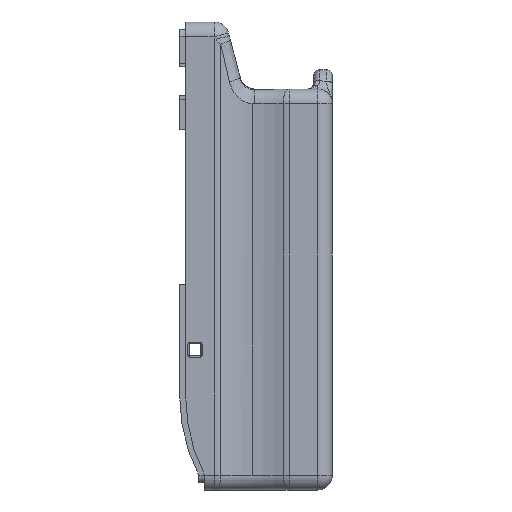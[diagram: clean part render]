
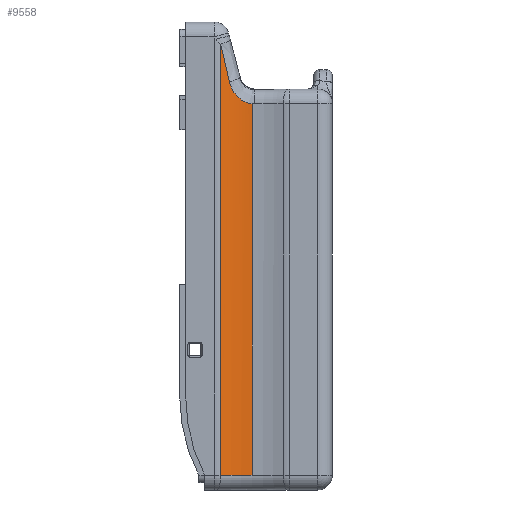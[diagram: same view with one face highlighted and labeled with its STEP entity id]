
A CAD part, left-side view. The second image highlights one B-rep face of the part: STEP entity #9558.
In plain terms, the highlighted cylindrical face has radius 16.591 mm (diameter 33.183 mm), a partial arc.
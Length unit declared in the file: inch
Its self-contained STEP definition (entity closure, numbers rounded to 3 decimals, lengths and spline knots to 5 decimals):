
#245 = DIRECTION ( 'NONE',  ( 1., 0., 0. ) ) ;
#818 = AXIS2_PLACEMENT_3D ( 'NONE', #20829, #7221, #16327 ) ;
#1534 =( BOUNDED_CURVE ( )  B_SPLINE_CURVE ( 3, ( #2341, #9361, #16218, #23432 ),
 .UNSPECIFIED., .F., .F. ) 
 B_SPLINE_CURVE_WITH_KNOTS ( ( 4, 4 ),
 ( 4.94734, 5.03944 ),
 .UNSPECIFIED. ) 
 CURVE ( )  GEOMETRIC_REPRESENTATION_ITEM ( )  RATIONAL_B_SPLINE_CURVE ( ( 1., 0.999, 0.999, 1. ) ) 
 REPRESENTATION_ITEM ( '' )  );
#1599 = CARTESIAN_POINT ( 'NONE',  ( -0.81098, -0.24312, 2.47484 ) ) ;
#1749 = CARTESIAN_POINT ( 'NONE',  ( -0.82167, -0.15693, 2.5453 ) ) ;
#2341 = CARTESIAN_POINT ( 'NONE',  ( -0.82795, -0.12794, 2.61476 ) ) ;
#2606 = EDGE_CURVE ( 'NONE', #24336, #9303, #28818, .T. ) ;
#2871 = EDGE_CURVE ( 'NONE', #24279, #13508, #1534, .T. ) ;
#4133 = CARTESIAN_POINT ( 'NONE',  ( -0.8166, -0.18712, 2.50942 ) ) ;
#5064 = AXIS2_PLACEMENT_3D ( 'NONE', #22681, #16232, #245 ) ;
#5642 = CARTESIAN_POINT ( 'NONE',  ( -0.81, -0.28, -0.126 ) ) ;
#6232 = CARTESIAN_POINT ( 'NONE',  ( -0.81295, -0.21743, 2.48693 ) ) ;
#7221 = DIRECTION ( 'NONE',  ( 0., 0., -1. ) ) ;
#7670 = CARTESIAN_POINT ( 'NONE',  ( -0.84462, -0.07016, -0.126 ) ) ;
#8893 = CARTESIAN_POINT ( 'NONE',  ( -0.84462, -0.07016, -0.026 ) ) ;
#9221 = FACE_OUTER_BOUND ( 'NONE', #9649, .T. ) ;
#9303 = VERTEX_POINT ( 'NONE', #25567 ) ;
#9361 = CARTESIAN_POINT ( 'NONE',  ( -0.83262, -0.10843, 2.7001 ) ) ;
#9472 = ORIENTED_EDGE ( 'NONE', *, *, #11611, .F. ) ;
#9558 = ADVANCED_FACE ( 'NONE', ( #9221 ), #22391, .F. ) ;
#9649 = EDGE_LOOP ( 'NONE', ( #20453, #21409, #15395, #17141, #9472 ) ) ;
#10318 = CARTESIAN_POINT ( 'NONE',  ( -0.84462, -0.07016, 2.86749 ) ) ;
#10871 = CARTESIAN_POINT ( 'NONE',  ( -0.81, -0.27059, 2.46755 ) ) ;
#11012 = CARTESIAN_POINT ( 'NONE',  ( -0.82541, -0.13867, 2.57849 ) ) ;
#11154 = VECTOR ( 'NONE', #19558, 39.37008 ) ;
#11611 = EDGE_CURVE ( 'NONE', #15737, #13508, #25925, .T. ) ;
#12153 = DIRECTION ( 'NONE',  ( 0., 0., 1. ) ) ;
#12533 = CARTESIAN_POINT ( 'NONE',  ( -0.82795, -0.12794, 2.61476 ) ) ;
#13084 = CARTESIAN_POINT ( 'NONE',  ( -0.8156, -0.19432, 2.5031 ) ) ;
#13226 = CARTESIAN_POINT ( 'NONE',  ( -0.81966, -0.16794, 2.53006 ) ) ;
#13508 = VERTEX_POINT ( 'NONE', #10318 ) ;
#13979 = EDGE_CURVE ( 'NONE', #9303, #24279, #17413, .T. ) ;
#15395 = ORIENTED_EDGE ( 'NONE', *, *, #13979, .T. ) ;
#15737 = VERTEX_POINT ( 'NONE', #8893 ) ;
#16218 = CARTESIAN_POINT ( 'NONE',  ( -0.83818, -0.08915, 2.7844 ) ) ;
#16232 = DIRECTION ( 'NONE',  ( 0., 0., 1. ) ) ;
#16327 = DIRECTION ( 'NONE',  ( 0., 1., 0. ) ) ;
#17141 = ORIENTED_EDGE ( 'NONE', *, *, #2871, .T. ) ;
#17413 = B_SPLINE_CURVE_WITH_KNOTS ( 'NONE', 3,
 ( #24621, #10871, #24771, #1599, #20279, #6232, #18026, #13084, #4133, #22231, #13226, #1749, #26863, #11012, #20144, #17879 ),
 .UNSPECIFIED., .F., .F.,
 ( 4, 2, 2, 2, 2, 2, 2, 4 ),
 ( 0.0004, 0.00111, 0.00183, 0.00255, 0.00327, 0.00399, 0.00471, 0.00615 ),
 .UNSPECIFIED. ) ;
#17879 = CARTESIAN_POINT ( 'NONE',  ( -0.82795, -0.12794, 2.61476 ) ) ;
#18026 = CARTESIAN_POINT ( 'NONE',  ( -0.81377, -0.20947, 2.49188 ) ) ;
#18052 = CARTESIAN_POINT ( 'NONE',  ( -0.81, -0.28, -0.026 ) ) ;
#19558 = DIRECTION ( 'NONE',  ( 0., 0., 1. ) ) ;
#20051 = EDGE_CURVE ( 'NONE', #15737, #24336, #28066, .T. ) ;
#20144 = CARTESIAN_POINT ( 'NONE',  ( -0.82693, -0.13219, 2.59617 ) ) ;
#20279 = CARTESIAN_POINT ( 'NONE',  ( -0.81155, -0.23421, 2.47842 ) ) ;
#20453 = ORIENTED_EDGE ( 'NONE', *, *, #20051, .T. ) ;
#20829 = CARTESIAN_POINT ( 'NONE',  ( -1.4632, -0.28, -0.026 ) ) ;
#21409 = ORIENTED_EDGE ( 'NONE', *, *, #2606, .T. ) ;
#22231 = CARTESIAN_POINT ( 'NONE',  ( -0.81863, -0.17396, 2.52288 ) ) ;
#22391 = CYLINDRICAL_SURFACE ( 'NONE', #5064, 0.6532 ) ;
#22681 = CARTESIAN_POINT ( 'NONE',  ( -1.4632, -0.28, -0.126 ) ) ;
#23432 = CARTESIAN_POINT ( 'NONE',  ( -0.84462, -0.07016, 2.86749 ) ) ;
#24279 = VERTEX_POINT ( 'NONE', #12533 ) ;
#24336 = VERTEX_POINT ( 'NONE', #18052 ) ;
#24621 = CARTESIAN_POINT ( 'NONE',  ( -0.81, -0.28, 2.46656 ) ) ;
#24771 = CARTESIAN_POINT ( 'NONE',  ( -0.8102, -0.26133, 2.4694 ) ) ;
#25567 = CARTESIAN_POINT ( 'NONE',  ( -0.81, -0.28, 2.46656 ) ) ;
#25925 = LINE ( 'NONE', #7670, #29296 ) ;
#26863 = CARTESIAN_POINT ( 'NONE',  ( -0.82267, -0.15191, 2.55341 ) ) ;
#28066 = CIRCLE ( 'NONE', #818, 0.6532 ) ;
#28818 = LINE ( 'NONE', #5642, #11154 ) ;
#29296 = VECTOR ( 'NONE', #12153, 39.37008 ) ;
